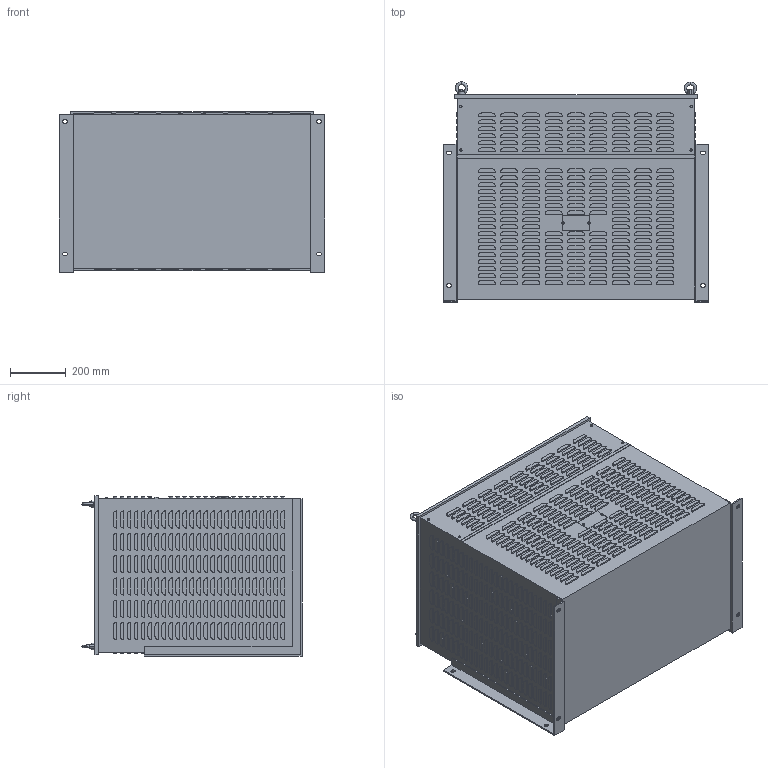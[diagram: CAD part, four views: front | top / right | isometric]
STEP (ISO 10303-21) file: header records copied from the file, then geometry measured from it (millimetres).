
FILE_DESCRIPTION (( 'STEP AP214' ), '1' );
FILE_NAME ('730957.STEP', '2023-06-19T12:18:51', ( '' ), ( '' ), 'SwSTEP 2.0', 'SolidWorks 2018', '' );
FILE_SCHEMA (( 'AUTOMOTIVE_DESIGN' ));
Length unit declared in the file: millimetre
Products named in the file (1): 730957
Bounding box: 950 x 788.5 x 575 mm (x, y, z)
Volume: 347194637.6 mm3; surface area: 3821326.7 mm2
Topology: 3 solids, 3 shells, 3622 faces, 8722 edges, 5804 vertices
Faces by surface type: plane 2158, cylinder 1440, cone 16, bspline 8
Entity records: 107582 total; most frequent: CARTESIAN_POINT 19781, DIRECTION 18816, ORIENTED_EDGE 17444, EDGE_CURVE 8722, AXIS2_PLACEMENT_3D 6511, VERTEX_POINT 5804, VECTOR 5794, LINE 5794
